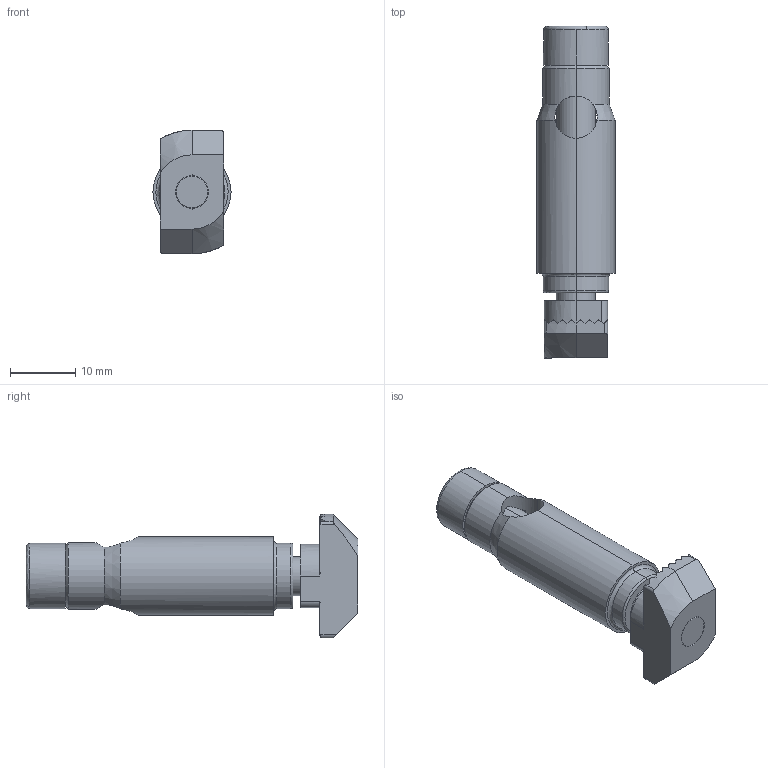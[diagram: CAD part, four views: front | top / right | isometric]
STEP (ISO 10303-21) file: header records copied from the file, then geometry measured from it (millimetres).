
FILE_DESCRIPTION (( 'STEP AP214' ), '1' );
FILE_NAME ('099G102.STEP', '2015-06-18T15:01:21', ( 'Not-Admin' ), ( 'Hewlett-Packard Company' ), 'SwSTEP 2.0', 'SolidWorks 2014', '' );
FILE_SCHEMA (( 'AUTOMOTIVE_DESIGN' ));
Length unit declared in the file: millimetre
Products named in the file (1): 099G102
Bounding box: 12 x 51 x 19 mm (x, y, z)
Volume: 5009.7 mm3; surface area: 4116.1 mm2
Topology: 3 solids, 3 shells, 151 faces, 398 edges, 253 vertices
Faces by surface type: plane 85, cylinder 48, cone 10, bspline 8
Entity records: 6753 total; most frequent: CARTESIAN_POINT 1491, ORIENTED_EDGE 792, DIRECTION 682, EDGE_CURVE 396, VERTEX_POINT 253, AXIS2_PLACEMENT_3D 234, VECTOR 214, LINE 214
